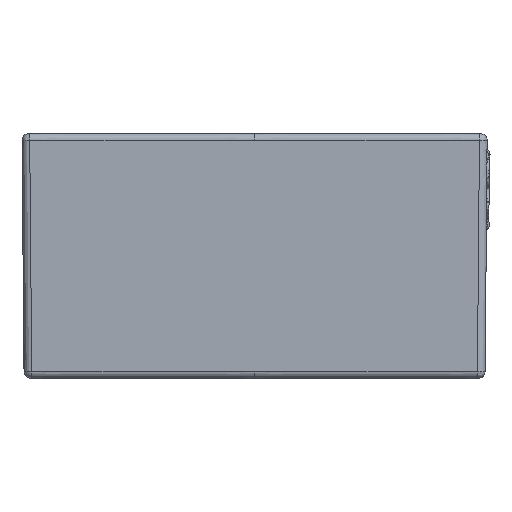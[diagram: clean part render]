
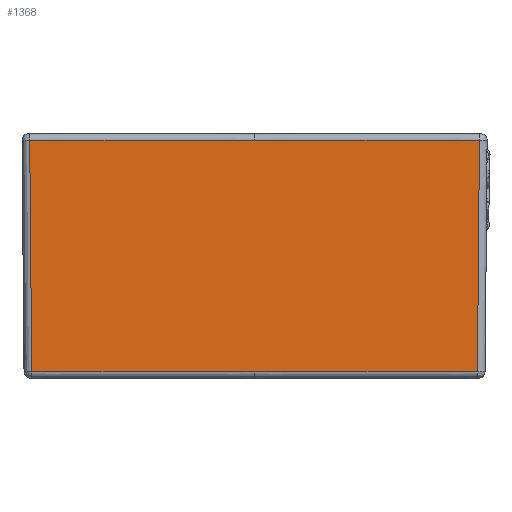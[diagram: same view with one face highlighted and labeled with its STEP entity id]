
A CAD part, left-side view. The second image highlights one B-rep face of the part: STEP entity #1368.
In plain terms, the highlighted free-form (B-spline) face has degree [1, 3] with [2, 4] control points.
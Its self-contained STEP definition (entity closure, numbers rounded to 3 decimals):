
#1368=ADVANCED_FACE('',(#2313),#2021,.T.);
#2021=B_SPLINE_SURFACE_WITH_KNOTS('',1,3,((#27025,#27026,#27027,#27028),
(#27029,#27030,#27031,#27032)),.UNSPECIFIED.,.F.,.F.,.F.,(2,2),(4,4),(0.,
1.),(0.,1.),.UNSPECIFIED.);
#2313=FACE_OUTER_BOUND('',#2973,.T.);
#2973=EDGE_LOOP('',(#4083,#4084,#4085,#4086,#4087,#4088));
#4083=ORIENTED_EDGE('',*,*,#8535,.F.);
#4084=ORIENTED_EDGE('',*,*,#8536,.T.);
#4085=ORIENTED_EDGE('',*,*,#8537,.T.);
#4086=ORIENTED_EDGE('',*,*,#8538,.T.);
#4087=ORIENTED_EDGE('',*,*,#8539,.T.);
#4088=ORIENTED_EDGE('',*,*,#8540,.T.);
#7473=VERTEX_POINT('',#26987);
#7474=VERTEX_POINT('',#26988);
#7475=VERTEX_POINT('',#26993);
#7476=VERTEX_POINT('',#26998);
#7477=VERTEX_POINT('',#27015);
#7478=VERTEX_POINT('',#27020);
#8535=EDGE_CURVE('',#7473,#7474,#10202,.T.);
#8536=EDGE_CURVE('',#7473,#7475,#10203,.T.);
#8537=EDGE_CURVE('',#7475,#7476,#10204,.T.);
#8538=EDGE_CURVE('',#7476,#7477,#10205,.T.);
#8539=EDGE_CURVE('',#7477,#7478,#10206,.T.);
#8540=EDGE_CURVE('',#7478,#7474,#10207,.T.);
#10202=B_SPLINE_CURVE_WITH_KNOTS('',3,(#26971,#26972,#26973,#26974,#26975,
#26976,#26977,#26978,#26979,#26980,#26981,#26982,#26983,#26984,#26985,#26986),
 .UNSPECIFIED.,.F.,.F.,(4,3,3,3,3,4),(0.,0.165,0.431,
0.498,0.817,1.),.UNSPECIFIED.);
#10203=B_SPLINE_CURVE_WITH_KNOTS('',3,(#26989,#26990,#26991,#26992),
 .UNSPECIFIED.,.F.,.F.,(4,4),(0.,1.),.UNSPECIFIED.);
#10204=B_SPLINE_CURVE_WITH_KNOTS('',3,(#26994,#26995,#26996,#26997),
 .UNSPECIFIED.,.F.,.F.,(4,4),(0.,1.),.UNSPECIFIED.);
#10205=B_SPLINE_CURVE_WITH_KNOTS('',3,(#26999,#27000,#27001,#27002,#27003,
#27004,#27005,#27006,#27007,#27008,#27009,#27010,#27011,#27012,#27013,#27014),
 .UNSPECIFIED.,.F.,.F.,(4,3,3,3,3,4),(0.,0.165,0.431,
0.498,0.817,1.),.UNSPECIFIED.);
#10206=B_SPLINE_CURVE_WITH_KNOTS('',3,(#27016,#27017,#27018,#27019),
 .UNSPECIFIED.,.F.,.F.,(4,4),(0.,1.),.UNSPECIFIED.);
#10207=B_SPLINE_CURVE_WITH_KNOTS('',3,(#27021,#27022,#27023,#27024),
 .UNSPECIFIED.,.F.,.F.,(4,4),(0.,1.),.UNSPECIFIED.);
#26971=CARTESIAN_POINT('',(-226.128,159.94,-54.331));
#26972=CARTESIAN_POINT('',(-226.243,160.055,-41.161));
#26973=CARTESIAN_POINT('',(-226.358,160.17,-27.991));
#26974=CARTESIAN_POINT('',(-226.473,160.285,-14.82));
#26975=CARTESIAN_POINT('',(-226.659,160.471,6.511));
#26976=CARTESIAN_POINT('',(-226.845,160.657,27.843));
#26977=CARTESIAN_POINT('',(-227.032,160.843,49.175));
#26978=CARTESIAN_POINT('',(-227.078,160.89,54.508));
#26979=CARTESIAN_POINT('',(-227.125,160.936,59.841));
#26980=CARTESIAN_POINT('',(-227.171,160.983,65.173));
#26981=CARTESIAN_POINT('',(-227.394,161.205,90.668));
#26982=CARTESIAN_POINT('',(-227.616,161.428,116.162));
#26983=CARTESIAN_POINT('',(-227.839,161.65,141.656));
#26984=CARTESIAN_POINT('',(-227.967,161.778,156.327));
#26985=CARTESIAN_POINT('',(-228.095,161.906,170.998));
#26986=CARTESIAN_POINT('',(-228.223,162.034,185.669));
#26987=CARTESIAN_POINT('',(-226.128,159.94,-54.331));
#26988=CARTESIAN_POINT('',(-228.223,162.034,185.669));
#26989=CARTESIAN_POINT('',(-226.128,159.94,-54.331));
#26990=CARTESIAN_POINT('',(-226.128,82.893,-54.331));
#26991=CARTESIAN_POINT('',(-226.128,5.847,-54.331));
#26992=CARTESIAN_POINT('',(-226.128,-71.2,-54.331));
#26993=CARTESIAN_POINT('',(-226.128,-71.2,-54.331));
#26994=CARTESIAN_POINT('',(-226.128,-71.2,-54.331));
#26995=CARTESIAN_POINT('',(-226.128,-148.247,-54.331));
#26996=CARTESIAN_POINT('',(-226.128,-225.293,-54.331));
#26997=CARTESIAN_POINT('',(-226.128,-302.34,-54.331));
#26998=CARTESIAN_POINT('',(-226.128,-302.34,-54.331));
#26999=CARTESIAN_POINT('',(-226.128,-302.34,-54.331));
#27000=CARTESIAN_POINT('',(-226.243,-302.455,-41.161));
#27001=CARTESIAN_POINT('',(-226.358,-302.57,-27.991));
#27002=CARTESIAN_POINT('',(-226.473,-302.685,-14.82));
#27003=CARTESIAN_POINT('',(-226.659,-302.871,6.511));
#27004=CARTESIAN_POINT('',(-226.845,-303.057,27.843));
#27005=CARTESIAN_POINT('',(-227.032,-303.243,49.175));
#27006=CARTESIAN_POINT('',(-227.078,-303.29,54.508));
#27007=CARTESIAN_POINT('',(-227.125,-303.336,59.841));
#27008=CARTESIAN_POINT('',(-227.171,-303.383,65.173));
#27009=CARTESIAN_POINT('',(-227.394,-303.605,90.668));
#27010=CARTESIAN_POINT('',(-227.616,-303.828,116.162));
#27011=CARTESIAN_POINT('',(-227.839,-304.05,141.656));
#27012=CARTESIAN_POINT('',(-227.967,-304.178,156.327));
#27013=CARTESIAN_POINT('',(-228.095,-304.306,170.998));
#27014=CARTESIAN_POINT('',(-228.223,-304.434,185.669));
#27015=CARTESIAN_POINT('',(-228.223,-304.434,185.669));
#27016=CARTESIAN_POINT('',(-228.223,-304.434,185.669));
#27017=CARTESIAN_POINT('',(-228.223,-226.69,185.669));
#27018=CARTESIAN_POINT('',(-228.223,-148.945,185.669));
#27019=CARTESIAN_POINT('',(-228.223,-71.2,185.669));
#27020=CARTESIAN_POINT('',(-228.223,-71.2,185.669));
#27021=CARTESIAN_POINT('',(-228.223,-71.2,185.669));
#27022=CARTESIAN_POINT('',(-228.223,6.545,185.669));
#27023=CARTESIAN_POINT('',(-228.223,84.29,185.669));
#27024=CARTESIAN_POINT('',(-228.223,162.034,185.669));
#27025=CARTESIAN_POINT('',(-225.624,-304.697,-112.07));
#27026=CARTESIAN_POINT('',(-225.624,-147.45,-112.07));
#27027=CARTESIAN_POINT('',(-225.624,9.797,-112.07));
#27028=CARTESIAN_POINT('',(-225.624,167.045,-112.07));
#27029=CARTESIAN_POINT('',(-228.284,-304.697,192.73));
#27030=CARTESIAN_POINT('',(-228.284,-147.45,192.73));
#27031=CARTESIAN_POINT('',(-228.284,9.797,192.73));
#27032=CARTESIAN_POINT('',(-228.284,167.045,192.73));
